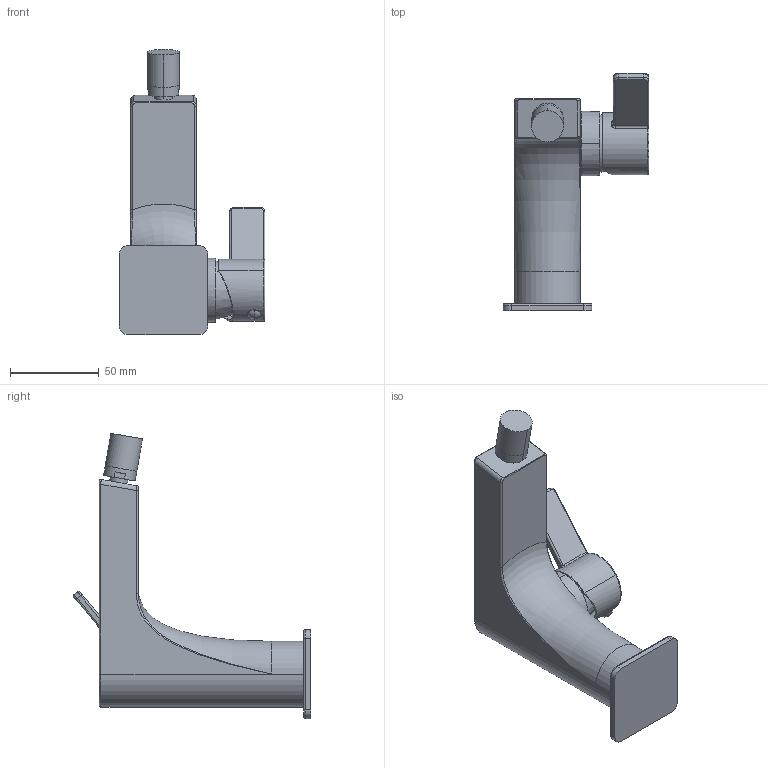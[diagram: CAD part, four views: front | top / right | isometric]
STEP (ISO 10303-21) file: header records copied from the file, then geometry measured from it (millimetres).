
FILE_DESCRIPTION((''),'2;1');
FILE_NAME('RO131CR','2021-01-15T15:21:46',('ut3'),('PAFFONI SpA'),'CREO PARAMETRIC BY PTC INC, 2020044','CREO PARAMETRIC BY PTC INC, 2020044','');
FILE_SCHEMA(('CONFIG_CONTROL_DESIGN','SHAPE_APPEARANCE_LAYERS_GROUPS'));
Length unit declared in the file: millimetre
Products named in the file (1): RO131CR
Bounding box: 82.02 x 133.49 x 160.43 mm (x, y, z)
Surface area: 42762.5 mm2 (no closed solid volume)
Topology: 0 solids, 10 shells, 100 faces, 236 edges, 145 vertices
Faces by surface type: cylinder 40, plane 27, torus 14, bspline 10, cone 6, sphere 2, revolution 1
Entity records: 5043 total; most frequent: CARTESIAN_POINT 2032, DIRECTION 492, ORIENTED_EDGE 446, EDGE_CURVE 234, AXIS2_PLACEMENT_3D 202, VERTEX_POINT 145, CIRCLE 113, PRESENTATION_STYLE_ASSIGNMENT 101
